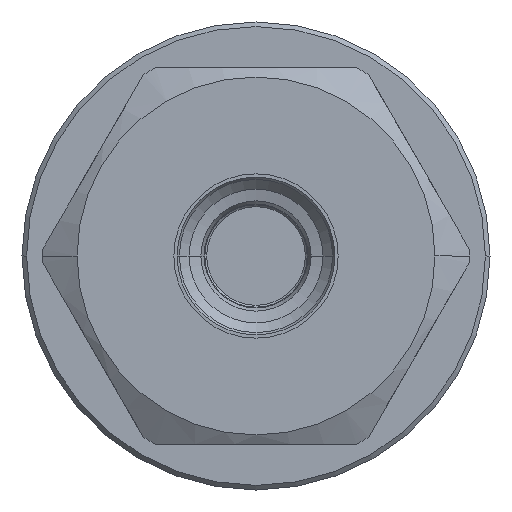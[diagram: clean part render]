
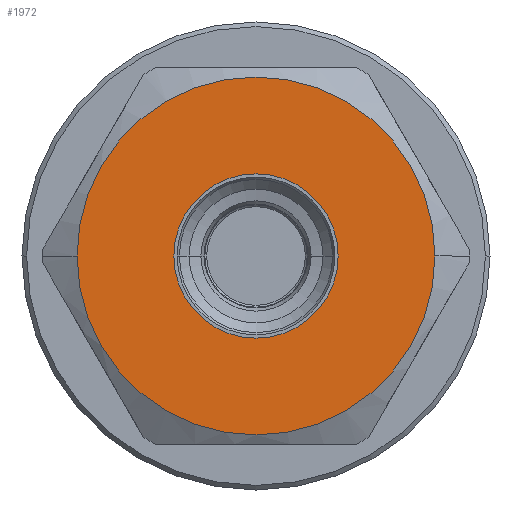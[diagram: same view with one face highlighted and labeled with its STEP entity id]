
A CAD part, left-side view. The second image highlights one B-rep face of the part: STEP entity #1972.
In plain terms, the highlighted planar face has unit normal (-1, 0, 0).
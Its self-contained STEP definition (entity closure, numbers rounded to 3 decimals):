
#106 = CARTESIAN_POINT ( 'NONE',  ( 0., 0., 0. ) ) ;
#623 = DIRECTION ( 'NONE',  ( 0., -1., 0. ) ) ;
#641 = DIRECTION ( 'NONE',  ( 0., 1., 0. ) ) ;
#774 = FACE_OUTER_BOUND ( 'NONE', #822, .T. ) ;
#785 = ORIENTED_EDGE ( 'NONE', *, *, #5592, .F. ) ;
#822 = EDGE_LOOP ( 'NONE', ( #5508, #3061 ) ) ;
#966 = CIRCLE ( 'NONE', #3525, 19.5 ) ;
#1162 = CARTESIAN_POINT ( 'NONE',  ( 0., 8.955, 0. ) ) ;
#1170 = AXIS2_PLACEMENT_3D ( 'NONE', #3237, #1653, #641 ) ;
#1545 = VERTEX_POINT ( 'NONE', #4791 ) ;
#1653 = DIRECTION ( 'NONE',  ( 1., 0., 0. ) ) ;
#1801 = CARTESIAN_POINT ( 'NONE',  ( 0., 0., 0. ) ) ;
#1972 = ADVANCED_FACE ( 'NONE', ( #6470, #774 ), #3280, .F. ) ;
#2025 = DIRECTION ( 'NONE',  ( -1., 0., 0. ) ) ;
#2343 = DIRECTION ( 'NONE',  ( 0., -1., 0. ) ) ;
#2628 = EDGE_LOOP ( 'NONE', ( #785, #3420 ) ) ;
#3019 = DIRECTION ( 'NONE',  ( -1., 0., 0. ) ) ;
#3061 = ORIENTED_EDGE ( 'NONE', *, *, #6257, .T. ) ;
#3081 = CIRCLE ( 'NONE', #5631, 8.955 ) ;
#3237 = CARTESIAN_POINT ( 'NONE',  ( 0., 0., 8.955 ) ) ;
#3280 = PLANE ( 'NONE',  #1170 ) ;
#3420 = ORIENTED_EDGE ( 'NONE', *, *, #4188, .F. ) ;
#3515 = CARTESIAN_POINT ( 'NONE',  ( 0., 19.5, 0. ) ) ;
#3525 = AXIS2_PLACEMENT_3D ( 'NONE', #5239, #2025, #5778 ) ;
#3854 = DIRECTION ( 'NONE',  ( -1., 0., 0. ) ) ;
#4188 = EDGE_CURVE ( 'NONE', #5029, #1545, #5025, .T. ) ;
#4743 = EDGE_CURVE ( 'NONE', #6087, #6954, #5516, .T. ) ;
#4791 = CARTESIAN_POINT ( 'NONE',  ( 0., -8.955, 0. ) ) ;
#4963 = AXIS2_PLACEMENT_3D ( 'NONE', #6235, #3019, #6768 ) ;
#4977 = CARTESIAN_POINT ( 'NONE',  ( 0., -19.5, 0. ) ) ;
#5025 = CIRCLE ( 'NONE', #5478, 8.955 ) ;
#5029 = VERTEX_POINT ( 'NONE', #1162 ) ;
#5239 = CARTESIAN_POINT ( 'NONE',  ( 0., 0., 0. ) ) ;
#5478 = AXIS2_PLACEMENT_3D ( 'NONE', #106, #3854, #623 ) ;
#5508 = ORIENTED_EDGE ( 'NONE', *, *, #4743, .T. ) ;
#5516 = CIRCLE ( 'NONE', #4963, 19.5 ) ;
#5557 = DIRECTION ( 'NONE',  ( -1., 0., 0. ) ) ;
#5592 = EDGE_CURVE ( 'NONE', #1545, #5029, #3081, .T. ) ;
#5631 = AXIS2_PLACEMENT_3D ( 'NONE', #1801, #5557, #2343 ) ;
#5778 = DIRECTION ( 'NONE',  ( 0., -1., 0. ) ) ;
#6087 = VERTEX_POINT ( 'NONE', #3515 ) ;
#6235 = CARTESIAN_POINT ( 'NONE',  ( 0., 0., 0. ) ) ;
#6257 = EDGE_CURVE ( 'NONE', #6954, #6087, #966, .T. ) ;
#6470 = FACE_BOUND ( 'NONE', #2628, .T. ) ;
#6768 = DIRECTION ( 'NONE',  ( 0., -1., 0. ) ) ;
#6954 = VERTEX_POINT ( 'NONE', #4977 ) ;
